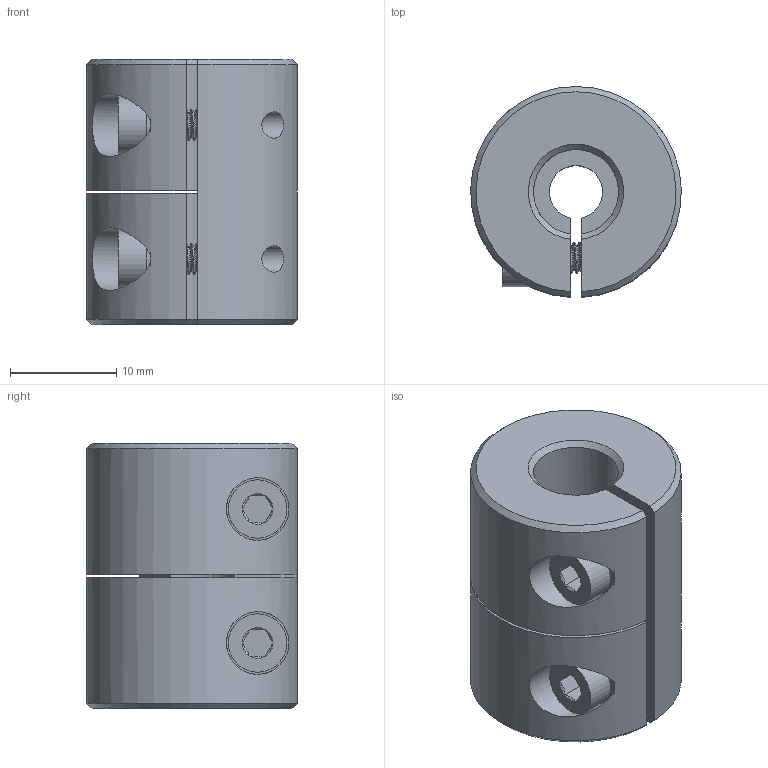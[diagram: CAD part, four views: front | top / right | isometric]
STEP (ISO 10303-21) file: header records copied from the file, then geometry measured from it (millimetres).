
FILE_DESCRIPTION(/* description */ (''),/* implementation_level */ '2;1');
FILE_NAME(/* name */ 'Shaft Coupler 8mm to 5mm.step',/* time_stamp */ '2024-06-23T13:42:16+02:00',/* author */ (''),/* organization */ (''),/* preprocessor_version */ 'ST-DEVELOPER v20',/* originating_system */ 'Autodesk Translation Framework v13.14.0.145',/* authorisation */ '');
FILE_SCHEMA (('AUTOMOTIVE_DESIGN { 1 0 10303 214 3 1 1 }'));
Length unit declared in the file: millimetre
Products named in the file (3): (Unsaved); Shaft Coupler 8mm to 5mm; M3x10 SHCS
Assembly tree (3 placements, depth 3):
  (Unsaved)
    Shaft Coupler 8mm to 5mm
      M3x10 SHCS  x2
Bounding box: 19.84 x 19.84 x 25 mm (x, y, z)
Volume: 6528.2 mm3; surface area: 3919.9 mm2
Topology: 3 solids, 3 shells, 149 faces, 379 edges, 242 vertices
Faces by surface type: cylinder 93, plane 32, cone 20, bspline 4
Full cylindrical faces by diameter (mm): 2.356 x16, 2.5 x2, 2.927 x26, 3.4 x2, 5.5 x2
Entity records: 5151 total; most frequent: CARTESIAN_POINT 3164, ORIENTED_EDGE 436, DIRECTION 332, EDGE_CURVE 218, VERTEX_POINT 140, AXIS2_PLACEMENT_3D 127, EDGE_LOOP 98, B_SPLINE_CURVE_WITH_KNOTS 89
